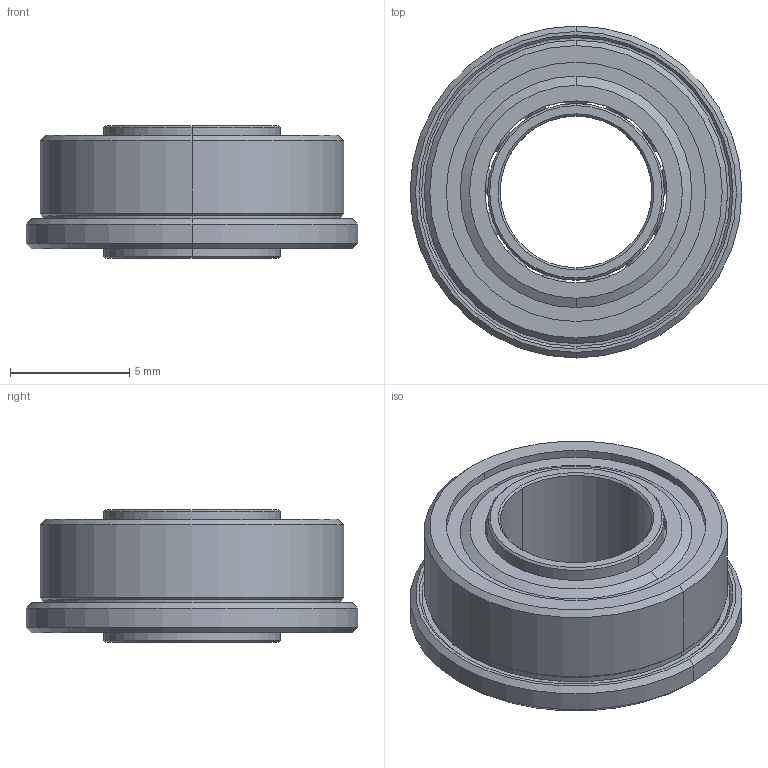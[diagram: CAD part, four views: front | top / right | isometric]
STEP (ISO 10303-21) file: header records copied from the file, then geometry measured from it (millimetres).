
FILE_DESCRIPTION (( 'STEP AP203' ), '1' );
FILE_NAME ('57155K337_Stainless Steel Ball Bearing.STEP', '2021-07-08T10:39:42', ( 'Administrator' ), ( 'Managed by Terraform' ), 'SwSTEP 2.0', 'SolidWorks 2017', '' );
FILE_SCHEMA (( 'CONFIG_CONTROL_DESIGN' ));
Length unit declared in the file: inch
Products named in the file (1): 57155K337_Stainless Steel Ball Bearing
Bounding box: 13.89 x 13.89 x 5.56 mm (x, y, z)
Volume: 341.9 mm3; surface area: 1062.3 mm2
Topology: 17 solids, 17 shells, 102 faces, 243 edges, 157 vertices
Faces by surface type: cylinder 28, cone 26, sphere 26, plane 16, torus 6
Entity records: 2573 total; most frequent: DIRECTION 508, CARTESIAN_POINT 399, ORIENTED_EDGE 356, AXIS2_PLACEMENT_3D 227, EDGE_CURVE 178, CIRCLE 124, EDGE_LOOP 118, VERTEX_POINT 118
